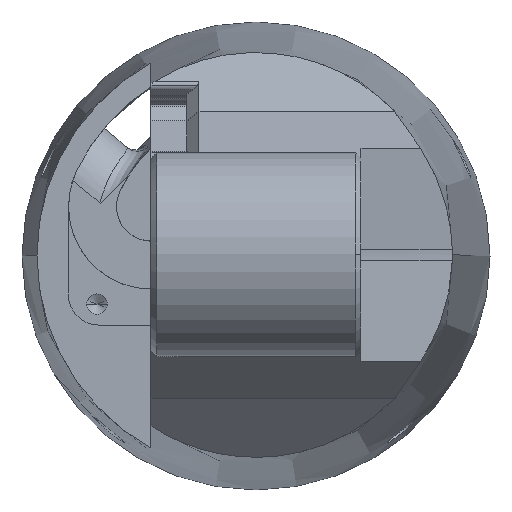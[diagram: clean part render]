
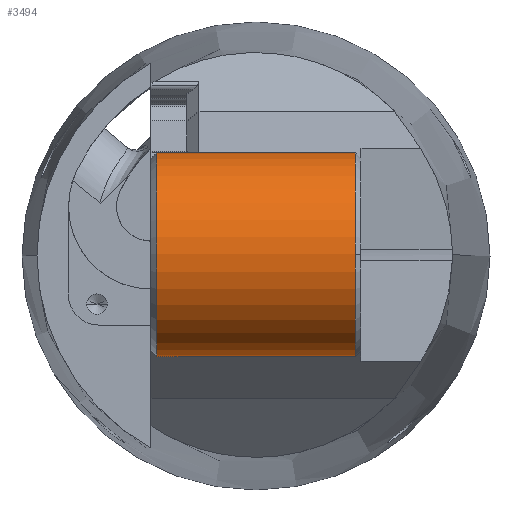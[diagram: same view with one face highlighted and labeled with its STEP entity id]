
A CAD part, top view. The second image highlights one B-rep face of the part: STEP entity #3494.
In plain terms, the highlighted cylindrical face has radius 17 mm (diameter 34 mm), a partial arc.
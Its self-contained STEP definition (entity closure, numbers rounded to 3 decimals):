
#310 = ORIENTED_EDGE ( 'NONE', *, *, #5704, .T. ) ;
#509 = CARTESIAN_POINT ( 'NONE',  ( 16.5, -17., 132.55 ) ) ;
#521 = ORIENTED_EDGE ( 'NONE', *, *, #1688, .T. ) ;
#796 = DIRECTION ( 'NONE',  ( -1., 0., 0. ) ) ;
#1507 = AXIS2_PLACEMENT_3D ( 'NONE', #6642, #4095, #4735 ) ;
#1666 = ORIENTED_EDGE ( 'NONE', *, *, #5749, .T. ) ;
#1688 = EDGE_CURVE ( 'NONE', #6913, #6395, #4980, .T. ) ;
#1867 = CYLINDRICAL_SURFACE ( 'NONE', #2286, 17. ) ;
#1960 = ORIENTED_EDGE ( 'NONE', *, *, #1994, .T. ) ;
#1994 = EDGE_CURVE ( 'NONE', #6395, #7840, #7775, .T. ) ;
#2051 = CARTESIAN_POINT ( 'NONE',  ( -17.5, -17., 132.55 ) ) ;
#2081 = DIRECTION ( 'NONE',  ( 0., 0., -1. ) ) ;
#2255 = VERTEX_POINT ( 'NONE', #4359 ) ;
#2286 = AXIS2_PLACEMENT_3D ( 'NONE', #6296, #5595, #7431 ) ;
#2518 = CARTESIAN_POINT ( 'NONE',  ( -16.5, -17., 132.55 ) ) ;
#2613 = DIRECTION ( 'NONE',  ( 1., 0., 0. ) ) ;
#3099 = LINE ( 'NONE', #7359, #5793 ) ;
#3472 = VERTEX_POINT ( 'NONE', #2518 ) ;
#3494 = ADVANCED_FACE ( 'NONE', ( #6754 ), #1867, .T. ) ;
#3688 = DIRECTION ( 'NONE',  ( 0., 0., -1. ) ) ;
#3709 = CARTESIAN_POINT ( 'NONE',  ( 16.5, 17., 132.55 ) ) ;
#3735 = CARTESIAN_POINT ( 'NONE',  ( 16.5, 0., 149.55 ) ) ;
#3999 = VECTOR ( 'NONE', #4328, 1000. ) ;
#4095 = DIRECTION ( 'NONE',  ( -1., 0., 0. ) ) ;
#4328 = DIRECTION ( 'NONE',  ( 1., 0., 0. ) ) ;
#4359 = CARTESIAN_POINT ( 'NONE',  ( -16.5, 17., 132.55 ) ) ;
#4735 = DIRECTION ( 'NONE',  ( 0., 0., -1. ) ) ;
#4936 = CARTESIAN_POINT ( 'NONE',  ( -16.5, 0., 132.55 ) ) ;
#4980 = CIRCLE ( 'NONE', #1507, 17. ) ;
#5595 = DIRECTION ( 'NONE',  ( 1., 0., 0. ) ) ;
#5704 = EDGE_CURVE ( 'NONE', #2255, #3472, #6438, .T. ) ;
#5749 = EDGE_CURVE ( 'NONE', #3472, #6913, #7519, .T. ) ;
#5793 = VECTOR ( 'NONE', #6186, 1000. ) ;
#6186 = DIRECTION ( 'NONE',  ( 1., 0., 0. ) ) ;
#6296 = CARTESIAN_POINT ( 'NONE',  ( -17.5, 0., 132.55 ) ) ;
#6383 = EDGE_LOOP ( 'NONE', ( #7776, #310, #1666, #521, #1960 ) ) ;
#6395 = VERTEX_POINT ( 'NONE', #3735 ) ;
#6413 = EDGE_CURVE ( 'NONE', #2255, #7840, #3099, .T. ) ;
#6438 = CIRCLE ( 'NONE', #7434, 17. ) ;
#6622 = AXIS2_PLACEMENT_3D ( 'NONE', #7554, #796, #2081 ) ;
#6642 = CARTESIAN_POINT ( 'NONE',  ( 16.5, 0., 132.55 ) ) ;
#6754 = FACE_OUTER_BOUND ( 'NONE', #6383, .T. ) ;
#6913 = VERTEX_POINT ( 'NONE', #509 ) ;
#7359 = CARTESIAN_POINT ( 'NONE',  ( -17.5, 17., 132.55 ) ) ;
#7431 = DIRECTION ( 'NONE',  ( 0., 0., -1. ) ) ;
#7434 = AXIS2_PLACEMENT_3D ( 'NONE', #4936, #2613, #3688 ) ;
#7519 = LINE ( 'NONE', #2051, #3999 ) ;
#7554 = CARTESIAN_POINT ( 'NONE',  ( 16.5, 0., 132.55 ) ) ;
#7775 = CIRCLE ( 'NONE', #6622, 17. ) ;
#7776 = ORIENTED_EDGE ( 'NONE', *, *, #6413, .F. ) ;
#7840 = VERTEX_POINT ( 'NONE', #3709 ) ;
